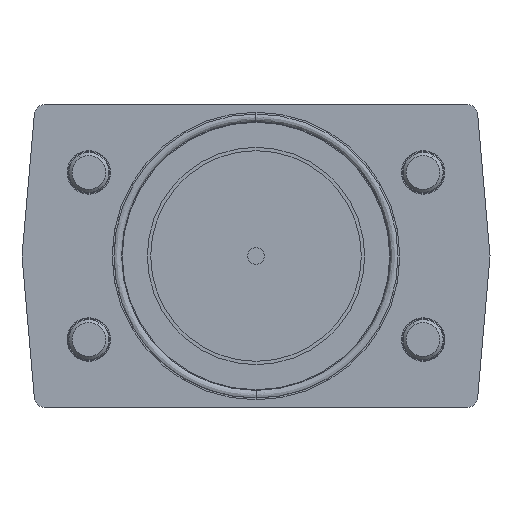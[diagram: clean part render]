
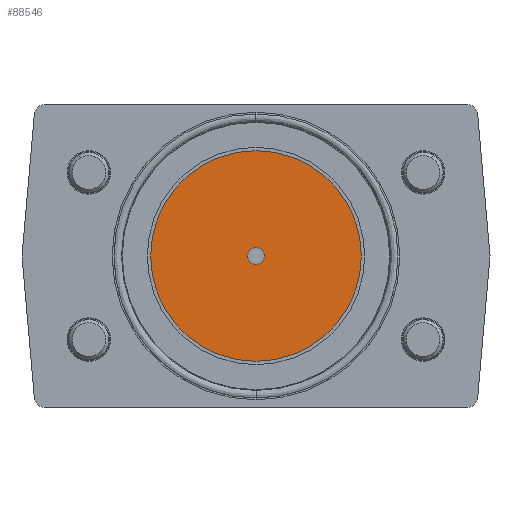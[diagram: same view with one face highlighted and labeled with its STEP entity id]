
A CAD part, front view. The second image highlights one B-rep face of the part: STEP entity #88546.
In plain terms, the highlighted planar face has unit normal (0, -1, 0).
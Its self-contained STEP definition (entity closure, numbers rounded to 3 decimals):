
#3742 = DIRECTION ( 'NONE',  ( 0., 0., 1. ) ) ;
#4293 = VERTEX_POINT ( 'NONE', #83316 ) ;
#6061 = DIRECTION ( 'NONE',  ( 0., 1., 0. ) ) ;
#6220 = DIRECTION ( 'NONE',  ( 0., 1., 0. ) ) ;
#8747 = FACE_BOUND ( 'NONE', #49839, .T. ) ;
#10086 = AXIS2_PLACEMENT_3D ( 'NONE', #96121, #49907, #3742 ) ;
#14699 = DIRECTION ( 'NONE',  ( 0., 1., 0. ) ) ;
#24526 = ORIENTED_EDGE ( 'NONE', *, *, #47474, .T. ) ;
#26369 = AXIS2_PLACEMENT_3D ( 'NONE', #52402, #6220, #60208 ) ;
#31223 = EDGE_CURVE ( 'NONE', #78034, #4293, #70987, .T. ) ;
#43039 = CARTESIAN_POINT ( 'NONE',  ( 0., -7., -2.5 ) ) ;
#44139 = ORIENTED_EDGE ( 'NONE', *, *, #83406, .F. ) ;
#44553 = EDGE_CURVE ( 'NONE', #93161, #95327, #49338, .T. ) ;
#47474 = EDGE_CURVE ( 'NONE', #4293, #78034, #55033, .T. ) ;
#49338 = CIRCLE ( 'NONE', #73224, 31.5 ) ;
#49839 = EDGE_LOOP ( 'NONE', ( #79544, #24526 ) ) ;
#49907 = DIRECTION ( 'NONE',  ( 0., 1., 0. ) ) ;
#51786 = DIRECTION ( 'NONE',  ( 0., 0., 1. ) ) ;
#52244 = CARTESIAN_POINT ( 'NONE',  ( 0., -7., 0. ) ) ;
#52402 = CARTESIAN_POINT ( 'NONE',  ( 0., -7., 0. ) ) ;
#55033 = CIRCLE ( 'NONE', #10086, 2.5 ) ;
#59078 = ORIENTED_EDGE ( 'NONE', *, *, #44553, .F. ) ;
#59249 = PLANE ( 'NONE',  #72459 ) ;
#60044 = DIRECTION ( 'NONE',  ( 0., 0., 1. ) ) ;
#60208 = DIRECTION ( 'NONE',  ( 0., 0., 1. ) ) ;
#60925 = CARTESIAN_POINT ( 'NONE',  ( 0., -7., 0. ) ) ;
#62328 = EDGE_LOOP ( 'NONE', ( #59078, #44139 ) ) ;
#68127 = AXIS2_PLACEMENT_3D ( 'NONE', #52244, #6061, #60044 ) ;
#68655 = DIRECTION ( 'NONE',  ( 0., 0., 1. ) ) ;
#70319 = FACE_OUTER_BOUND ( 'NONE', #62328, .T. ) ;
#70987 = CIRCLE ( 'NONE', #26369, 2.5 ) ;
#72459 = AXIS2_PLACEMENT_3D ( 'NONE', #82496, #97940, #51786 ) ;
#73224 = AXIS2_PLACEMENT_3D ( 'NONE', #60925, #14699, #68655 ) ;
#73374 = CIRCLE ( 'NONE', #68127, 31.5 ) ;
#78034 = VERTEX_POINT ( 'NONE', #43039 ) ;
#79544 = ORIENTED_EDGE ( 'NONE', *, *, #31223, .T. ) ;
#82496 = CARTESIAN_POINT ( 'NONE',  ( 0., -7., 0. ) ) ;
#83316 = CARTESIAN_POINT ( 'NONE',  ( 0., -7., 2.5 ) ) ;
#83406 = EDGE_CURVE ( 'NONE', #95327, #93161, #73374, .T. ) ;
#83578 = CARTESIAN_POINT ( 'NONE',  ( 0., -7., -31.5 ) ) ;
#86935 = CARTESIAN_POINT ( 'NONE',  ( 0., -7., 31.5 ) ) ;
#88546 = ADVANCED_FACE ( 'NONE', ( #70319, #8747 ), #59249, .F. ) ;
#93161 = VERTEX_POINT ( 'NONE', #83578 ) ;
#95327 = VERTEX_POINT ( 'NONE', #86935 ) ;
#96121 = CARTESIAN_POINT ( 'NONE',  ( 0., -7., 0. ) ) ;
#97940 = DIRECTION ( 'NONE',  ( 0., 1., 0. ) ) ;
